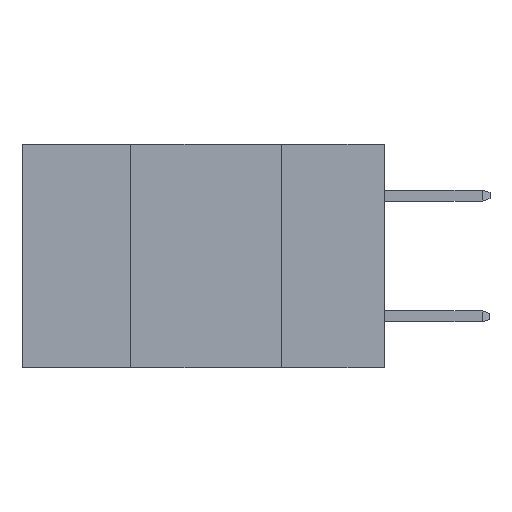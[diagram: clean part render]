
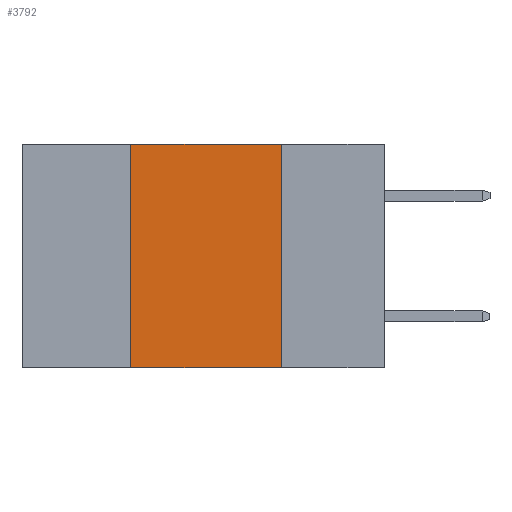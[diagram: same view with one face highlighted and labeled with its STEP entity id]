
A CAD part, left-side view. The second image highlights one B-rep face of the part: STEP entity #3792.
In plain terms, the highlighted planar face has unit normal (-1, 0, 0).
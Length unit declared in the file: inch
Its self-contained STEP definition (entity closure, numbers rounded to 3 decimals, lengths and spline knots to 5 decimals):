
#1050 = VERTEX_POINT ( 'NONE', #10801 ) ;
#1798 = VECTOR ( 'NONE', #5877, 39.37008 ) ;
#2193 = CARTESIAN_POINT ( 'NONE',  ( 0., 0.6, -0.37 ) ) ;
#2297 = CARTESIAN_POINT ( 'NONE',  ( 0., 0.6, 0. ) ) ;
#2382 = DIRECTION ( 'NONE',  ( 0., 0., -1. ) ) ;
#2385 = DIRECTION ( 'NONE',  ( 1., 0., 0. ) ) ;
#2886 = CARTESIAN_POINT ( 'NONE',  ( 0., 0.6, 0. ) ) ;
#2959 = ORIENTED_EDGE ( 'NONE', *, *, #8296, .F. ) ;
#3051 = CARTESIAN_POINT ( 'NONE',  ( 0., 0.42, 0. ) ) ;
#3052 = PLANE ( 'NONE',  #7201 ) ;
#3703 = VECTOR ( 'NONE', #4952, 39.37008 ) ;
#3792 = ADVANCED_FACE ( 'NONE', ( #9470 ), #3052, .F. ) ;
#4952 = DIRECTION ( 'NONE',  ( 0., 0., -1. ) ) ;
#5372 = VECTOR ( 'NONE', #11948, 39.37008 ) ;
#5439 = CARTESIAN_POINT ( 'NONE',  ( 0., 0.17, 0. ) ) ;
#5877 = DIRECTION ( 'NONE',  ( 0., 0., 1. ) ) ;
#5941 = VERTEX_POINT ( 'NONE', #9109 ) ;
#6172 = ORIENTED_EDGE ( 'NONE', *, *, #10095, .F. ) ;
#6188 = LINE ( 'NONE', #10392, #3703 ) ;
#6390 = EDGE_LOOP ( 'NONE', ( #6172, #9186, #2959, #8613 ) ) ;
#6855 = DIRECTION ( 'NONE',  ( 0., -1., 0. ) ) ;
#7201 = AXIS2_PLACEMENT_3D ( 'NONE', #2297, #2385, #2382 ) ;
#7690 = EDGE_CURVE ( 'NONE', #1050, #10969, #8552, .T. ) ;
#7990 = VERTEX_POINT ( 'NONE', #5439 ) ;
#8092 = LINE ( 'NONE', #2886, #5372 ) ;
#8296 = EDGE_CURVE ( 'NONE', #1050, #5941, #11561, .T. ) ;
#8552 = LINE ( 'NONE', #2193, #10635 ) ;
#8613 = ORIENTED_EDGE ( 'NONE', *, *, #7690, .T. ) ;
#9109 = CARTESIAN_POINT ( 'NONE',  ( 0., 0.42, 0. ) ) ;
#9186 = ORIENTED_EDGE ( 'NONE', *, *, #10636, .F. ) ;
#9470 = FACE_OUTER_BOUND ( 'NONE', #6390, .T. ) ;
#10095 = EDGE_CURVE ( 'NONE', #7990, #10969, #6188, .T. ) ;
#10392 = CARTESIAN_POINT ( 'NONE',  ( 0., 0.17, 0. ) ) ;
#10635 = VECTOR ( 'NONE', #6855, 39.37008 ) ;
#10636 = EDGE_CURVE ( 'NONE', #5941, #7990, #8092, .T. ) ;
#10801 = CARTESIAN_POINT ( 'NONE',  ( 0., 0.42, -0.37 ) ) ;
#10969 = VERTEX_POINT ( 'NONE', #11175 ) ;
#11175 = CARTESIAN_POINT ( 'NONE',  ( 0., 0.17, -0.37 ) ) ;
#11561 = LINE ( 'NONE', #3051, #1798 ) ;
#11948 = DIRECTION ( 'NONE',  ( 0., -1., 0. ) ) ;
